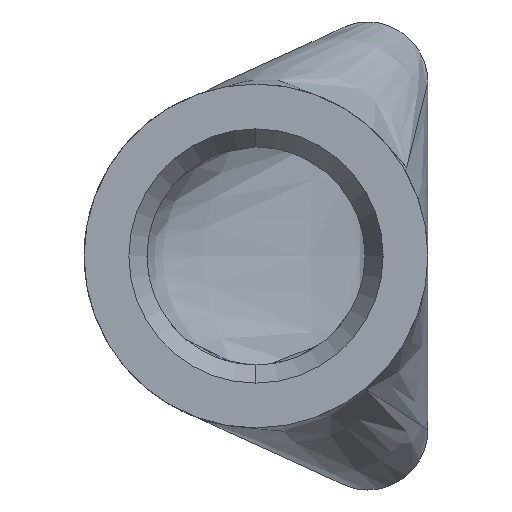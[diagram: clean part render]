
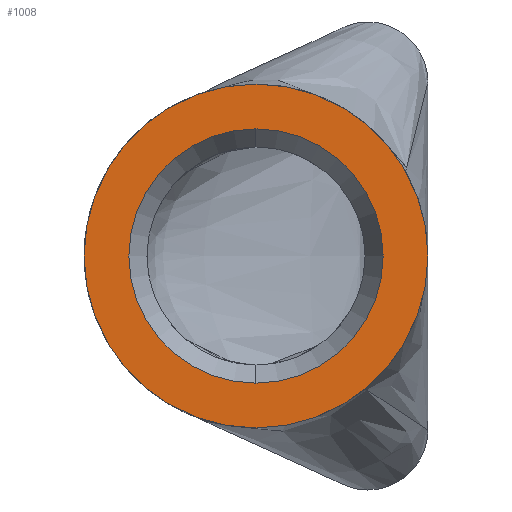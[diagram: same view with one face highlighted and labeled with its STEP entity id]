
A CAD part, left-side view. The second image highlights one B-rep face of the part: STEP entity #1008.
In plain terms, the highlighted planar face has unit normal (-1, 0, 0).
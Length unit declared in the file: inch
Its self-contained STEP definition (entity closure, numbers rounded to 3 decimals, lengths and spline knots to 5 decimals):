
#51 = VERTEX_POINT ( 'NONE', #1160 ) ;
#85 = CARTESIAN_POINT ( 'NONE',  ( 0., 0.6575, 0. ) ) ;
#106 = ORIENTED_EDGE ( 'NONE', *, *, #1142, .T. ) ;
#166 = CARTESIAN_POINT ( 'NONE',  ( 0., 0., 0. ) ) ;
#171 = AXIS2_PLACEMENT_3D ( 'NONE', #824, #430, #645 ) ;
#294 = VERTEX_POINT ( 'NONE', #887 ) ;
#325 = CARTESIAN_POINT ( 'NONE',  ( 0., 0.6575, 0. ) ) ;
#327 = AXIS2_PLACEMENT_3D ( 'NONE', #85, #363, #585 ) ;
#335 = AXIS2_PLACEMENT_3D ( 'NONE', #706, #494, #795 ) ;
#343 = VERTEX_POINT ( 'NONE', #707 ) ;
#363 = DIRECTION ( 'NONE',  ( 1., 0., 0. ) ) ;
#390 = EDGE_CURVE ( 'NONE', #621, #294, #1076, .T. ) ;
#430 = DIRECTION ( 'NONE',  ( -1., 0., 0. ) ) ;
#494 = DIRECTION ( 'NONE',  ( 1., 0., 0. ) ) ;
#512 = EDGE_CURVE ( 'NONE', #294, #621, #1113, .T. ) ;
#531 = AXIS2_PLACEMENT_3D ( 'NONE', #325, #830, #835 ) ;
#585 = DIRECTION ( 'NONE',  ( 0., 0., 1. ) ) ;
#621 = VERTEX_POINT ( 'NONE', #958 ) ;
#645 = DIRECTION ( 'NONE',  ( 0., 0., 1. ) ) ;
#702 = ORIENTED_EDGE ( 'NONE', *, *, #512, .T. ) ;
#704 = CIRCLE ( 'NONE', #335, 0.48628 ) ;
#706 = CARTESIAN_POINT ( 'NONE',  ( 0., 0.6575, 0. ) ) ;
#707 = CARTESIAN_POINT ( 'NONE',  ( 0., 0.6575, -0.48628 ) ) ;
#757 = FACE_BOUND ( 'NONE', #833, .T. ) ;
#775 = PLANE ( 'NONE',  #988 ) ;
#795 = DIRECTION ( 'NONE',  ( 0., 0., 1. ) ) ;
#824 = CARTESIAN_POINT ( 'NONE',  ( 0., 0.6575, 0. ) ) ;
#830 = DIRECTION ( 'NONE',  ( -1., 0., 0. ) ) ;
#833 = EDGE_LOOP ( 'NONE', ( #106, #926 ) ) ;
#835 = DIRECTION ( 'NONE',  ( 0., 0., 1. ) ) ;
#853 = FACE_OUTER_BOUND ( 'NONE', #898, .T. ) ;
#874 = DIRECTION ( 'NONE',  ( -1., 0., 0. ) ) ;
#882 = CIRCLE ( 'NONE', #327, 0.48628 ) ;
#887 = CARTESIAN_POINT ( 'NONE',  ( 0., 0.6575, 0.6575 ) ) ;
#898 = EDGE_LOOP ( 'NONE', ( #702, #932 ) ) ;
#926 = ORIENTED_EDGE ( 'NONE', *, *, #1063, .T. ) ;
#932 = ORIENTED_EDGE ( 'NONE', *, *, #390, .T. ) ;
#958 = CARTESIAN_POINT ( 'NONE',  ( 0., 0.6575, -0.6575 ) ) ;
#988 = AXIS2_PLACEMENT_3D ( 'NONE', #166, #874, #1149 ) ;
#1008 = ADVANCED_FACE ( 'NONE', ( #757, #853 ), #775, .T. ) ;
#1063 = EDGE_CURVE ( 'NONE', #343, #51, #882, .T. ) ;
#1076 = CIRCLE ( 'NONE', #171, 0.6575 ) ;
#1113 = CIRCLE ( 'NONE', #531, 0.6575 ) ;
#1142 = EDGE_CURVE ( 'NONE', #51, #343, #704, .T. ) ;
#1149 = DIRECTION ( 'NONE',  ( 0., 0., 1. ) ) ;
#1160 = CARTESIAN_POINT ( 'NONE',  ( 0., 0.6575, 0.48628 ) ) ;
